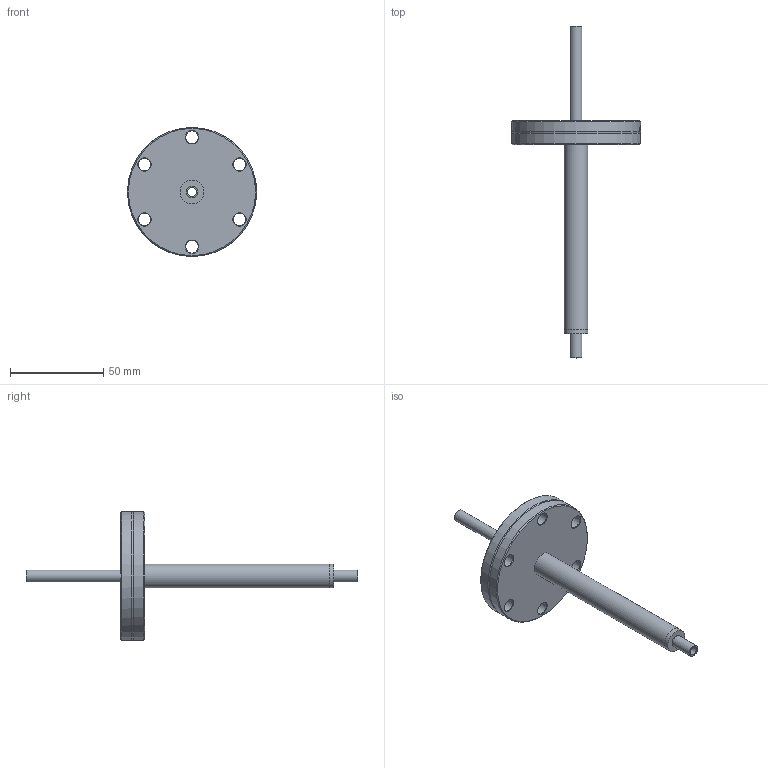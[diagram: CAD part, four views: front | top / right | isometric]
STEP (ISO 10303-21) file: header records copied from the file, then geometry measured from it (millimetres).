
FILE_DESCRIPTION(/* description */ (''),/* implementation_level */ '2;1');
FILE_NAME(/* name */ 'FL-LNF1-40CF.stp',/* time_stamp */ '2019-03-15T11:31:32+00:00',/* author */ ('paul'),/* organization */ (''),/* preprocessor_version */ 'ST-DEVELOPER v17.2',/* originating_system */ 'Autodesk Inventor 2019',/* authorisation */ '');
FILE_SCHEMA (('AUTOMOTIVE_DESIGN { 1 0 10303 214 3 1 1 }'));
Length unit declared in the file: millimetre
Products named in the file (6): FL-LNF1-40CF; FL-40CF; long tube assy for CF; washer; big tube long; small tube
Assembly tree (5 placements, depth 3):
  FL-LNF1-40CF
    FL-40CF
    long tube assy for CF
      washer
      big tube long
      small tube
Bounding box: 69.1 x 177.8 x 69.1 mm (x, y, z)
Volume: 47724.3 mm3; surface area: 26848.3 mm2
Topology: 4 solids, 4 shells, 139 faces, 366 edges, 243 vertices
Faces by surface type: plane 53, bspline 41, cylinder 27, cone 17, torus 1
Full cylindrical faces by diameter (mm): 4.76 x1, 6.35 x2, 6.7 x6, 10.9 x2, 12.7 x3, 48.26 x1, 69.1 x2
Entity records: 5999 total; most frequent: CARTESIAN_POINT 2483, ORIENTED_EDGE 732, DIRECTION 622, EDGE_CURVE 366, VERTEX_POINT 243, AXIS2_PLACEMENT_3D 239, EDGE_LOOP 167, LINE 144
